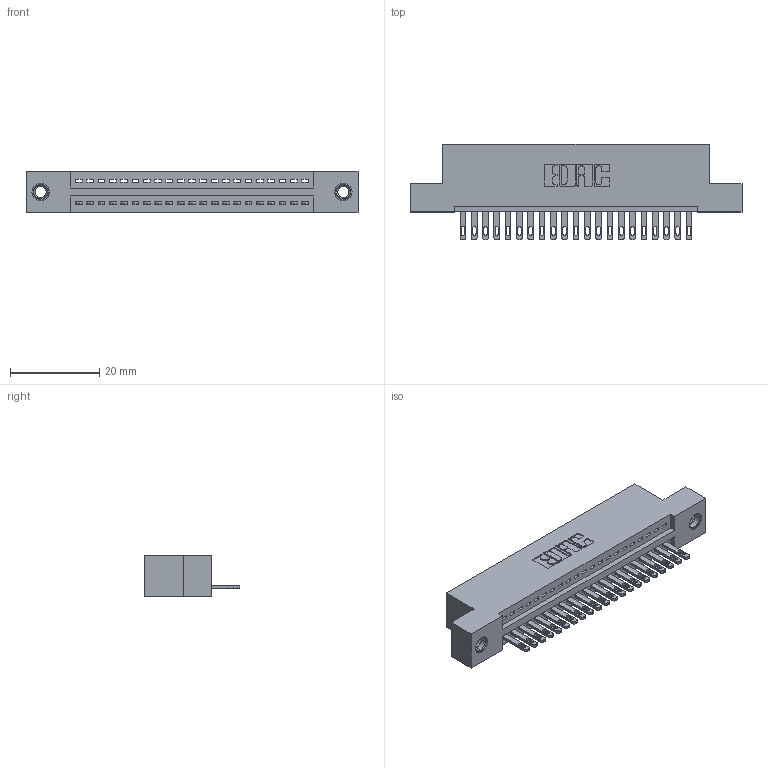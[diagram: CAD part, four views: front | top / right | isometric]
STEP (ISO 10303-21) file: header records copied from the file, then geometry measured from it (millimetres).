
FILE_DESCRIPTION (( 'STEP AP203' ), '1' );
FILE_NAME ('345-021-500-107.STEP', '2019-10-04T21:31:56', ( '' ), ( '' ), 'SwSTEP 2.0', 'SolidWorks 2016', '' );
FILE_SCHEMA (( 'CONFIG_CONTROL_DESIGN' ));
Length unit declared in the file: inch
Products named in the file (4): 345-021-500-107; 345-292-001_345-293-100; 345 Part_Flush Mounting Lugs - 0.156 Dia-TI; 345-250-001_345-250-005-103
Assembly tree (24 placements, depth 2):
  345-021-500-107
    345 Part_Flush Mounting Lugs - 0.156 Dia-TI
    345-292-001_345-293-100  x21
    345-250-001_345-250-005-103  x2
Bounding box: 74.55 x 21.51 x 9.4 mm (x, y, z)
Volume: 6908.2 mm3; surface area: 8974.7 mm2
Topology: 24 solids, 24 shells, 1320 faces, 4005 edges, 2662 vertices
Faces by surface type: plane 826, cylinder 478, cone 12, torus 4
Entity records: 19748 total; most frequent: CARTESIAN_POINT 3402, ORIENTED_EDGE 3350, DIRECTION 3031, EDGE_CURVE 1675, LINE 1435, VECTOR 1435, VERTEX_POINT 1112, AXIS2_PLACEMENT_3D 798
